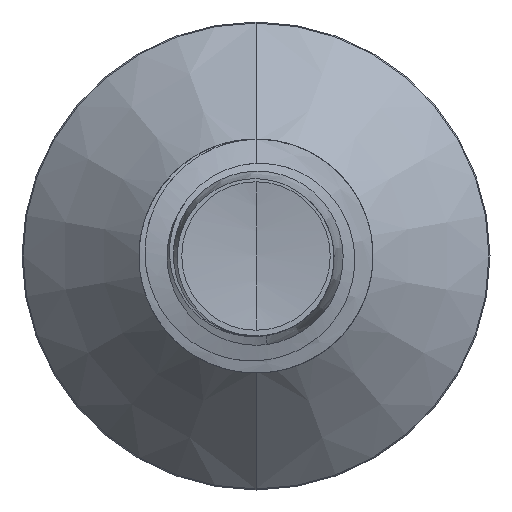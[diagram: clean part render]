
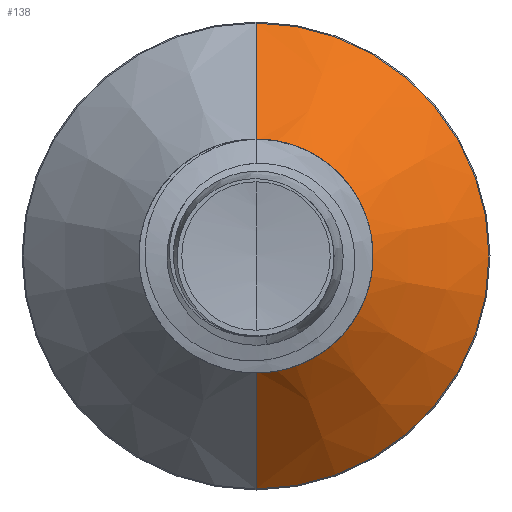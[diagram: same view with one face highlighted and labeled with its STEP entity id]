
A CAD part, front view. The second image highlights one B-rep face of the part: STEP entity #138.
In plain terms, the highlighted conical face has half-angle 45 degrees and reference radius 1.08 mm.
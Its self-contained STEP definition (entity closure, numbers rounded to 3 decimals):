
#130 = EDGE_CURVE ( 'NONE', #16077, #16608, #8613, .T. ) ;
#138 = ADVANCED_FACE ( 'NONE', ( #12920 ), #20425, .T. ) ;
#2988 = EDGE_CURVE ( 'NONE', #8367, #18717, #3663, .T. ) ;
#3663 = CIRCLE ( 'NONE', #8313, 2.19 ) ;
#4015 = VECTOR ( 'NONE', #13418, 1000. ) ;
#4196 = AXIS2_PLACEMENT_3D ( 'NONE', #21706, #21523, #22177 ) ;
#5034 = CARTESIAN_POINT ( 'NONE',  ( 0., 6.53, 1.08 ) ) ;
#6230 = ORIENTED_EDGE ( 'NONE', *, *, #20411, .F. ) ;
#6444 = EDGE_LOOP ( 'NONE', ( #7261, #20231, #7839, #6230 ) ) ;
#7261 = ORIENTED_EDGE ( 'NONE', *, *, #130, .T. ) ;
#7654 = DIRECTION ( 'NONE',  ( 0., 0.707, -0.707 ) ) ;
#7839 = ORIENTED_EDGE ( 'NONE', *, *, #2988, .F. ) ;
#8313 = AXIS2_PLACEMENT_3D ( 'NONE', #20255, #10684, #21934 ) ;
#8367 = VERTEX_POINT ( 'NONE', #13067 ) ;
#8613 = CIRCLE ( 'NONE', #21267, 1.08 ) ;
#9915 = LINE ( 'NONE', #19048, #17478 ) ;
#9981 = CARTESIAN_POINT ( 'NONE',  ( 0., 6.53, -1.08 ) ) ;
#10471 = DIRECTION ( 'NONE',  ( 0., 0., 1. ) ) ;
#10497 = DIRECTION ( 'NONE',  ( 0., 1., 0. ) ) ;
#10684 = DIRECTION ( 'NONE',  ( 0., 1., 0. ) ) ;
#12904 = EDGE_CURVE ( 'NONE', #16608, #18717, #9915, .T. ) ;
#12920 = FACE_OUTER_BOUND ( 'NONE', #6444, .T. ) ;
#13067 = CARTESIAN_POINT ( 'NONE',  ( 0., 7.64, 2.19 ) ) ;
#13418 = DIRECTION ( 'NONE',  ( 0., 0.707, 0.707 ) ) ;
#16077 = VERTEX_POINT ( 'NONE', #19383 ) ;
#16608 = VERTEX_POINT ( 'NONE', #9981 ) ;
#17439 = LINE ( 'NONE', #5034, #4015 ) ;
#17478 = VECTOR ( 'NONE', #7654, 1000. ) ;
#18717 = VERTEX_POINT ( 'NONE', #21068 ) ;
#19048 = CARTESIAN_POINT ( 'NONE',  ( 0., 6.53, -1.08 ) ) ;
#19383 = CARTESIAN_POINT ( 'NONE',  ( 0., 6.53, 1.08 ) ) ;
#20231 = ORIENTED_EDGE ( 'NONE', *, *, #12904, .T. ) ;
#20255 = CARTESIAN_POINT ( 'NONE',  ( 0., 7.64, 0. ) ) ;
#20411 = EDGE_CURVE ( 'NONE', #16077, #8367, #17439, .T. ) ;
#20425 = CONICAL_SURFACE ( 'NONE', #4196, 1.08, 0.785 ) ;
#21068 = CARTESIAN_POINT ( 'NONE',  ( 0., 7.64, -2.19 ) ) ;
#21267 = AXIS2_PLACEMENT_3D ( 'NONE', #21729, #10497, #10471 ) ;
#21523 = DIRECTION ( 'NONE',  ( 0., 1., 0. ) ) ;
#21706 = CARTESIAN_POINT ( 'NONE',  ( 0., 6.53, 0. ) ) ;
#21729 = CARTESIAN_POINT ( 'NONE',  ( 0., 6.53, 0. ) ) ;
#21934 = DIRECTION ( 'NONE',  ( 0., 0., 1. ) ) ;
#22177 = DIRECTION ( 'NONE',  ( 0., 0., 1. ) ) ;
